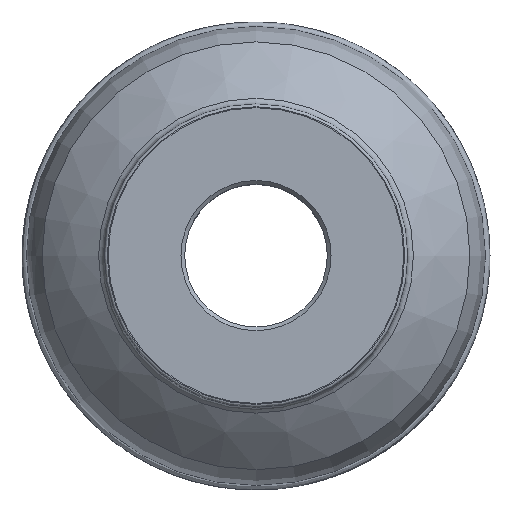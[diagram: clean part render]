
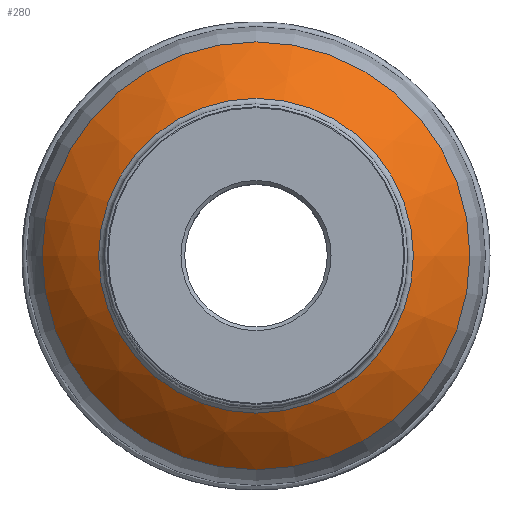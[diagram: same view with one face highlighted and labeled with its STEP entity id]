
A CAD part, top view. The second image highlights one B-rep face of the part: STEP entity #280.
In plain terms, the highlighted face is a revolution surface.
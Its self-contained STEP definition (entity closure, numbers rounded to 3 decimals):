
#89=SURFACE_OF_REVOLUTION('',#93,#91);
#91=AXIS1_PLACEMENT('',#9001,#624);
#93=(
BOUNDED_CURVE()
B_SPLINE_CURVE(3,(#8997,#8998,#8999,#9000),.UNSPECIFIED.,.F.,.F.)
B_SPLINE_CURVE_WITH_KNOTS((4,4),(0.,1.),.UNSPECIFIED.)
CURVE()
GEOMETRIC_REPRESENTATION_ITEM()
RATIONAL_B_SPLINE_CURVE((1.,0.981,0.981,1.))
REPRESENTATION_ITEM('')
);
#130=EDGE_LOOP('',(#178));
#131=EDGE_LOOP('',(#179));
#178=ORIENTED_EDGE('',*,*,#221,.T.);
#179=ORIENTED_EDGE('',*,*,#220,.F.);
#220=EDGE_CURVE('',#359,#359,#244,.T.);
#221=EDGE_CURVE('',#360,#360,#245,.T.);
#244=CIRCLE('',#524,57.141);
#245=CIRCLE('',#525,42.037);
#280=ADVANCED_FACE('SU_3',(#315,#316),#89,.F.);
#315=FACE_BOUND('',#130,.T.);
#316=FACE_BOUND('',#131,.T.);
#359=VERTEX_POINT('',#8989);
#360=VERTEX_POINT('',#8996);
#524=AXIS2_PLACEMENT_3D('',#8988,#619,#620);
#525=AXIS2_PLACEMENT_3D('',#8995,#622,#623);
#619=DIRECTION('',(0.,0.,-1.));
#620=DIRECTION('',(-1.,0.,0.));
#622=DIRECTION('',(0.,0.,-1.));
#623=DIRECTION('',(-1.,0.,0.));
#624=DIRECTION('',(0.,0.,-1.));
#8988=CARTESIAN_POINT('',(0.,0.,-34.535));
#8989=CARTESIAN_POINT('',(-57.141,0.,-34.535));
#8995=CARTESIAN_POINT('',(0.,0.,-21.931));
#8996=CARTESIAN_POINT('',(-42.037,0.,-21.931));
#8997=CARTESIAN_POINT('',(-57.141,0.,-34.535));
#8998=CARTESIAN_POINT('',(-53.382,0.,-30.066));
#8999=CARTESIAN_POINT('',(-48.252,0.,-25.785));
#9000=CARTESIAN_POINT('',(-42.037,0.,-21.931));
#9001=CARTESIAN_POINT('',(0.,0.,-57.9));
